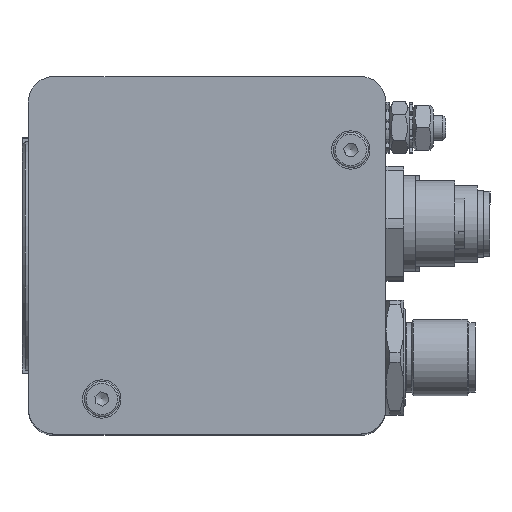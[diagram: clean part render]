
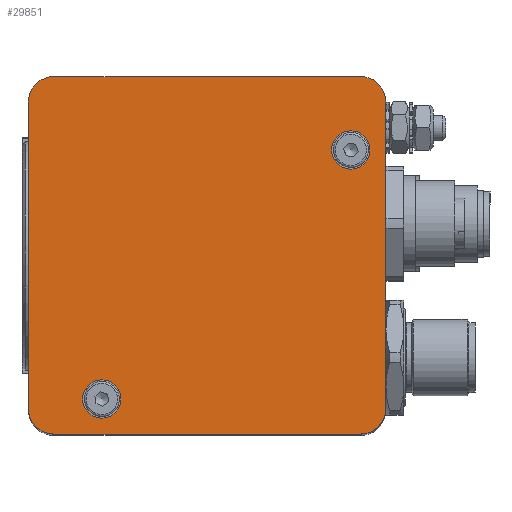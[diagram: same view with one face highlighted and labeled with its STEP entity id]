
A CAD part, top view. The second image highlights one B-rep face of the part: STEP entity #29851.
In plain terms, the highlighted face is planar.
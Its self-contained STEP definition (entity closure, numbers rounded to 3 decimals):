
#2084=LINE('',#54825,#4598);
#2088=LINE('',#54837,#4602);
#2092=LINE('',#54849,#4606);
#2095=LINE('',#54858,#4609);
#4598=VECTOR('',#37821,48.);
#4602=VECTOR('',#37833,48.);
#4606=VECTOR('',#37845,48.);
#4609=VECTOR('',#37856,48.);
#6641=PLANE('',#32171);
#7411=FACE_BOUND('',#10612,.T.);
#7412=FACE_BOUND('',#10613,.T.);
#8568=FACE_OUTER_BOUND('',#10611,.T.);
#10611=EDGE_LOOP('',(#24363,#24364,#24365,#24366,#24367,#24368,#24369,#24370));
#10612=EDGE_LOOP('',(#24371));
#10613=EDGE_LOOP('',(#24372));
#12229=CIRCLE('',#32126,3.);
#12232=CIRCLE('',#32131,3.);
#12241=CIRCLE('',#32156,4.);
#12243=CIRCLE('',#32160,4.);
#12245=CIRCLE('',#32164,4.);
#12247=CIRCLE('',#32168,4.);
#14382=VERTEX_POINT('',#54751);
#14385=VERTEX_POINT('',#54759);
#14400=VERTEX_POINT('',#54815);
#14401=VERTEX_POINT('',#54817);
#14403=VERTEX_POINT('',#54823);
#14405=VERTEX_POINT('',#54829);
#14407=VERTEX_POINT('',#54835);
#14409=VERTEX_POINT('',#54841);
#14411=VERTEX_POINT('',#54847);
#14413=VERTEX_POINT('',#54853);
#17956=EDGE_CURVE('',#14382,#14382,#12229,.T.);
#17959=EDGE_CURVE('',#14385,#14385,#12232,.T.);
#17985=EDGE_CURVE('',#14401,#14400,#12241,.T.);
#17989=EDGE_CURVE('',#14400,#14403,#2084,.T.);
#17992=EDGE_CURVE('',#14403,#14405,#12243,.T.);
#17995=EDGE_CURVE('',#14405,#14407,#2088,.T.);
#17998=EDGE_CURVE('',#14407,#14409,#12245,.T.);
#18001=EDGE_CURVE('',#14409,#14411,#2092,.T.);
#18004=EDGE_CURVE('',#14411,#14413,#12247,.T.);
#18006=EDGE_CURVE('',#14413,#14401,#2095,.T.);
#24363=ORIENTED_EDGE('',*,*,#18006,.T.);
#24364=ORIENTED_EDGE('',*,*,#17985,.T.);
#24365=ORIENTED_EDGE('',*,*,#17989,.T.);
#24366=ORIENTED_EDGE('',*,*,#17992,.T.);
#24367=ORIENTED_EDGE('',*,*,#17995,.T.);
#24368=ORIENTED_EDGE('',*,*,#17998,.T.);
#24369=ORIENTED_EDGE('',*,*,#18001,.T.);
#24370=ORIENTED_EDGE('',*,*,#18004,.T.);
#24371=ORIENTED_EDGE('',*,*,#17956,.T.);
#24372=ORIENTED_EDGE('',*,*,#17959,.T.);
#29851=ADVANCED_FACE('',(#8568,#7411,#7412),#6641,.F.);
#32126=AXIS2_PLACEMENT_3D('',#54752,#37737,#37738);
#32131=AXIS2_PLACEMENT_3D('',#54760,#37747,#37748);
#32156=AXIS2_PLACEMENT_3D('',#54818,#37814,#37815);
#32160=AXIS2_PLACEMENT_3D('',#54831,#37827,#37828);
#32164=AXIS2_PLACEMENT_3D('',#54843,#37839,#37840);
#32168=AXIS2_PLACEMENT_3D('',#54855,#37851,#37852);
#32171=AXIS2_PLACEMENT_3D('',#54860,#37859,#37860);
#37737=DIRECTION('center_axis',(0.,0.,1.));
#37738=DIRECTION('ref_axis',(-1.,0.,0.));
#37747=DIRECTION('center_axis',(0.,0.,1.));
#37748=DIRECTION('ref_axis',(-1.,0.,0.));
#37814=DIRECTION('center_axis',(0.,0.,-1.));
#37815=DIRECTION('ref_axis',(-1.,0.,0.));
#37821=DIRECTION('',(0.,-1.,0.));
#37827=DIRECTION('center_axis',(0.,0.,-1.));
#37828=DIRECTION('ref_axis',(0.,1.,0.));
#37833=DIRECTION('',(-1.,0.,0.));
#37839=DIRECTION('center_axis',(0.,0.,-1.));
#37840=DIRECTION('ref_axis',(1.,0.,0.));
#37845=DIRECTION('',(0.,1.,0.));
#37851=DIRECTION('center_axis',(0.,0.,-1.));
#37852=DIRECTION('ref_axis',(0.,-1.,0.));
#37856=DIRECTION('',(1.,0.,0.));
#37859=DIRECTION('center_axis',(0.,0.,1.));
#37860=DIRECTION('ref_axis',(1.,0.,0.));
#54751=CARTESIAN_POINT('',(47.5,11.5,0.));
#54752=CARTESIAN_POINT('Origin',(50.5,11.5,0.));
#54759=CARTESIAN_POINT('',(8.5,50.5,0.));
#54760=CARTESIAN_POINT('Origin',(11.5,50.5,0.));
#54815=CARTESIAN_POINT('',(56.,52.,0.));
#54817=CARTESIAN_POINT('',(52.,56.,0.));
#54818=CARTESIAN_POINT('Origin',(52.,52.,0.));
#54823=CARTESIAN_POINT('',(56.,4.,0.));
#54825=CARTESIAN_POINT('',(56.,52.,0.));
#54829=CARTESIAN_POINT('',(52.,0.,0.));
#54831=CARTESIAN_POINT('Origin',(52.,4.,0.));
#54835=CARTESIAN_POINT('',(4.,0.,0.));
#54837=CARTESIAN_POINT('',(52.,0.,0.));
#54841=CARTESIAN_POINT('',(0.,4.,0.));
#54843=CARTESIAN_POINT('Origin',(4.,4.,0.));
#54847=CARTESIAN_POINT('',(0.,52.,0.));
#54849=CARTESIAN_POINT('',(0.,4.,0.));
#54853=CARTESIAN_POINT('',(4.,56.,0.));
#54855=CARTESIAN_POINT('Origin',(4.,52.,0.));
#54858=CARTESIAN_POINT('',(4.,56.,0.));
#54860=CARTESIAN_POINT('Origin',(28.,28.,0.));
